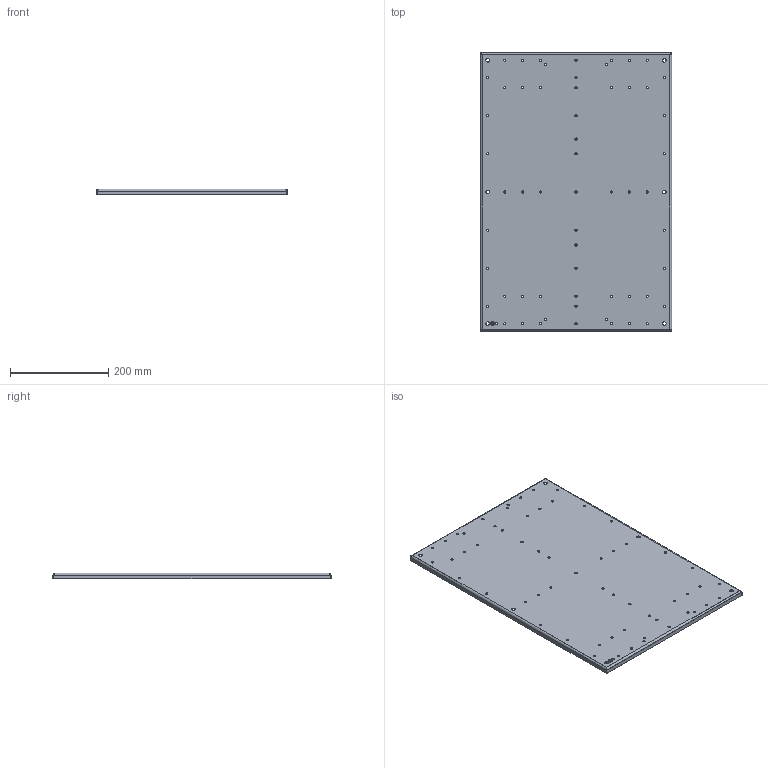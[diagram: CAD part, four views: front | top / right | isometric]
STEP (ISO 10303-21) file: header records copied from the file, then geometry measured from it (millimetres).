
FILE_DESCRIPTION(('CATIA V5R24 STEP','CAx-IF Rec.Pracs.--- Model Styling and Organization---1.2---2011-12-15'),'2;1');
FILE_NAME ('D1461575_0_2022670000_2022670000.stp','2018-02-21T11:43:16+00:00',('none'),('Weidmueller'),'CATIA Version 5-6 Release 2014 SP4 HF52','CATIA V5 STEP AP214','none');
FILE_SCHEMA(('AUTOMOTIVE_DESIGN { 1 0 10303 214 1 1 1 1 }'));
Length unit declared in the file: millimetre
Products named in the file (1): MOPL_KTB_620x450_H
Bounding box: 389 x 565 x 12 mm (x, y, z)
Volume: 353798.6 mm3; surface area: 476246.7 mm2
Topology: 1 solids, 1 shells, 327 faces, 928 edges, 608 vertices
Faces by surface type: cylinder 276, plane 43, bspline 8
Entity records: 11997 total; most frequent: CARTESIAN_POINT 3523, ORIENTED_EDGE 1856, DIRECTION 1264, EDGE_CURVE 928, VERTEX_POINT 608, AXIS2_PLACEMENT_3D 583, EDGE_LOOP 464, VECTOR 370
